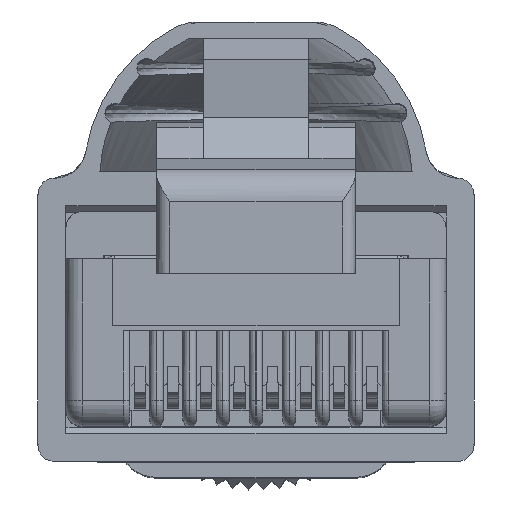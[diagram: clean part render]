
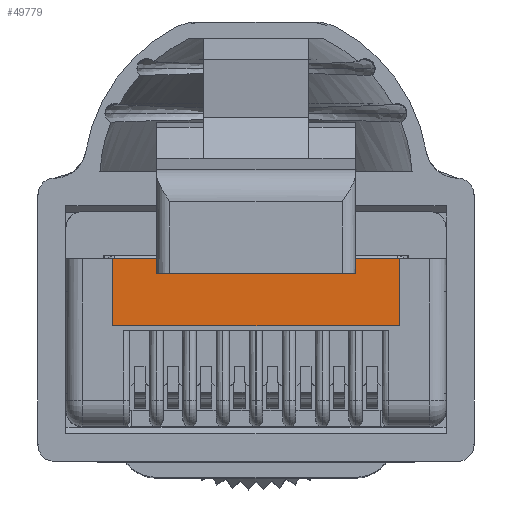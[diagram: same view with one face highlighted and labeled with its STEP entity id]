
A CAD part, top view. The second image highlights one B-rep face of the part: STEP entity #49779.
In plain terms, the highlighted planar face has unit normal (0, 0, 1).
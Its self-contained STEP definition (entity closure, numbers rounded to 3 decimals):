
#49741=AXIS2_PLACEMENT_3D('Plane Axis2P3D',#49738,#49739,#49740) ;
#49048=CARTESIAN_POINT('Vertex',(3.65,6.347,182.472)) ;
#49124=CARTESIAN_POINT('Vertex',(3.65,6.797,182.472)) ;
#49127=CARTESIAN_POINT('Line Origine',(3.65,6.572,182.472)) ;
#49240=CARTESIAN_POINT('Vertex',(9.75,6.347,182.472)) ;
#49243=CARTESIAN_POINT('Line Origine',(9.75,6.572,182.472)) ;
#49247=CARTESIAN_POINT('Vertex',(9.75,6.797,182.472)) ;
#49365=CARTESIAN_POINT('Line Origine',(6.7,6.347,182.472)) ;
#49718=CARTESIAN_POINT('Vertex',(2.3,6.797,182.472)) ;
#49721=CARTESIAN_POINT('Line Origine',(2.975,6.797,182.472)) ;
#49738=CARTESIAN_POINT('Axis2P3D Location',(1.4,7.747,182.472)) ;
#49743=CARTESIAN_POINT('Line Origine',(10.425,6.797,182.472)) ;
#49747=CARTESIAN_POINT('Vertex',(11.1,6.797,182.472)) ;
#49750=CARTESIAN_POINT('Line Origine',(2.3,5.772,182.472)) ;
#49754=CARTESIAN_POINT('Vertex',(2.3,4.747,182.472)) ;
#49757=CARTESIAN_POINT('Line Origine',(6.7,4.747,182.472)) ;
#49761=CARTESIAN_POINT('Vertex',(11.1,4.747,182.472)) ;
#49764=CARTESIAN_POINT('Line Origine',(11.1,5.772,182.472)) ;
#49128=DIRECTION('Vector Direction',(0.,-1.,0.)) ;
#49244=DIRECTION('Vector Direction',(0.,-1.,0.)) ;
#49366=DIRECTION('Vector Direction',(-1.,0.,0.)) ;
#49722=DIRECTION('Vector Direction',(1.,0.,0.)) ;
#49739=DIRECTION('Axis2P3D Direction',(0.,0.,-1.)) ;
#49740=DIRECTION('Axis2P3D XDirection',(0.,1.,0.)) ;
#49744=DIRECTION('Vector Direction',(1.,0.,0.)) ;
#49751=DIRECTION('Vector Direction',(0.,1.,0.)) ;
#49758=DIRECTION('Vector Direction',(-1.,0.,0.)) ;
#49765=DIRECTION('Vector Direction',(0.,-1.,0.)) ;
#49129=VECTOR('Line Direction',#49128,1.) ;
#49245=VECTOR('Line Direction',#49244,1.) ;
#49367=VECTOR('Line Direction',#49366,1.) ;
#49723=VECTOR('Line Direction',#49722,1.) ;
#49745=VECTOR('Line Direction',#49744,1.) ;
#49752=VECTOR('Line Direction',#49751,1.) ;
#49759=VECTOR('Line Direction',#49758,1.) ;
#49766=VECTOR('Line Direction',#49765,1.) ;
#49770=ORIENTED_EDGE('',*,*,#49749,.F.) ;
#49771=ORIENTED_EDGE('',*,*,#49249,.T.) ;
#49772=ORIENTED_EDGE('',*,*,#49369,.T.) ;
#49773=ORIENTED_EDGE('',*,*,#49131,.F.) ;
#49774=ORIENTED_EDGE('',*,*,#49725,.F.) ;
#49775=ORIENTED_EDGE('',*,*,#49756,.F.) ;
#49776=ORIENTED_EDGE('',*,*,#49763,.F.) ;
#49777=ORIENTED_EDGE('',*,*,#49768,.F.) ;
#49779=ADVANCED_FACE('Hauptk\X2\00F6\X0\rper',(#49778),#49742,.F.) ;
#49131=EDGE_CURVE('',#49125,#49049,#49130,.T.) ;
#49249=EDGE_CURVE('',#49248,#49241,#49246,.T.) ;
#49369=EDGE_CURVE('',#49241,#49049,#49368,.T.) ;
#49725=EDGE_CURVE('',#49719,#49125,#49724,.T.) ;
#49749=EDGE_CURVE('',#49248,#49748,#49746,.T.) ;
#49756=EDGE_CURVE('',#49755,#49719,#49753,.T.) ;
#49763=EDGE_CURVE('',#49762,#49755,#49760,.T.) ;
#49768=EDGE_CURVE('',#49748,#49762,#49767,.T.) ;
#49769=EDGE_LOOP('',(#49770,#49771,#49772,#49773,#49774,#49775,#49776,#49777)) ;
#49778=FACE_OUTER_BOUND('',#49769,.T.) ;
#49130=LINE('Line',#49127,#49129) ;
#49246=LINE('Line',#49243,#49245) ;
#49368=LINE('Line',#49365,#49367) ;
#49724=LINE('Line',#49721,#49723) ;
#49746=LINE('Line',#49743,#49745) ;
#49753=LINE('Line',#49750,#49752) ;
#49760=LINE('Line',#49757,#49759) ;
#49767=LINE('Line',#49764,#49766) ;
#49742=PLANE('',#49741) ;
#49049=VERTEX_POINT('',#49048) ;
#49125=VERTEX_POINT('',#49124) ;
#49241=VERTEX_POINT('',#49240) ;
#49248=VERTEX_POINT('',#49247) ;
#49719=VERTEX_POINT('',#49718) ;
#49748=VERTEX_POINT('',#49747) ;
#49755=VERTEX_POINT('',#49754) ;
#49762=VERTEX_POINT('',#49761) ;
